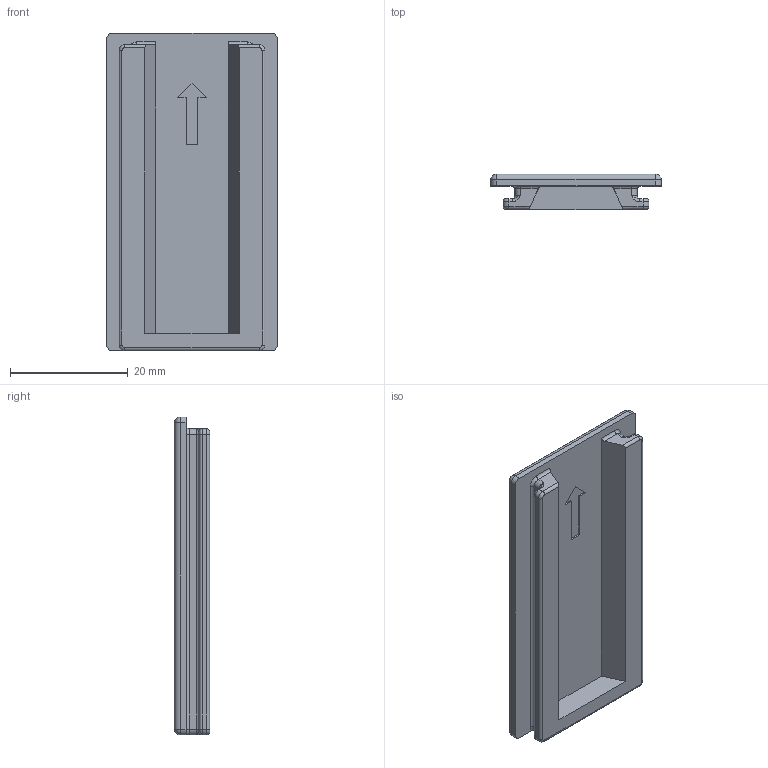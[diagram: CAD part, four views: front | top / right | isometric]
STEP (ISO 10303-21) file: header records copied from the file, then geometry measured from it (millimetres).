
FILE_DESCRIPTION (( 'STEP AP203' ), '1' );
FILE_NAME ('Arduuni PPG Cover.STEP', '2020-04-07T10:04:24', ( '' ), ( '' ), 'SwSTEP 2.0', 'SolidWorks 2019', '' );
FILE_SCHEMA (( 'CONFIG_CONTROL_DESIGN' ));
Length unit declared in the file: millimetre
Products named in the file (1): Arduuni PPG Cover
Bounding box: 29 x 6 x 54 mm (x, y, z)
Volume: 5001.3 mm3; surface area: 4556.5 mm2
Topology: 1 solids, 1 shells, 83 faces, 202 edges, 114 vertices
Faces by surface type: cylinder 33, plane 26, torus 16, sphere 4, bspline 4
Entity records: 2569 total; most frequent: CARTESIAN_POINT 594, DIRECTION 418, ORIENTED_EDGE 388, EDGE_CURVE 194, AXIS2_PLACEMENT_3D 158, VERTEX_POINT 114, LINE 102, VECTOR 102
